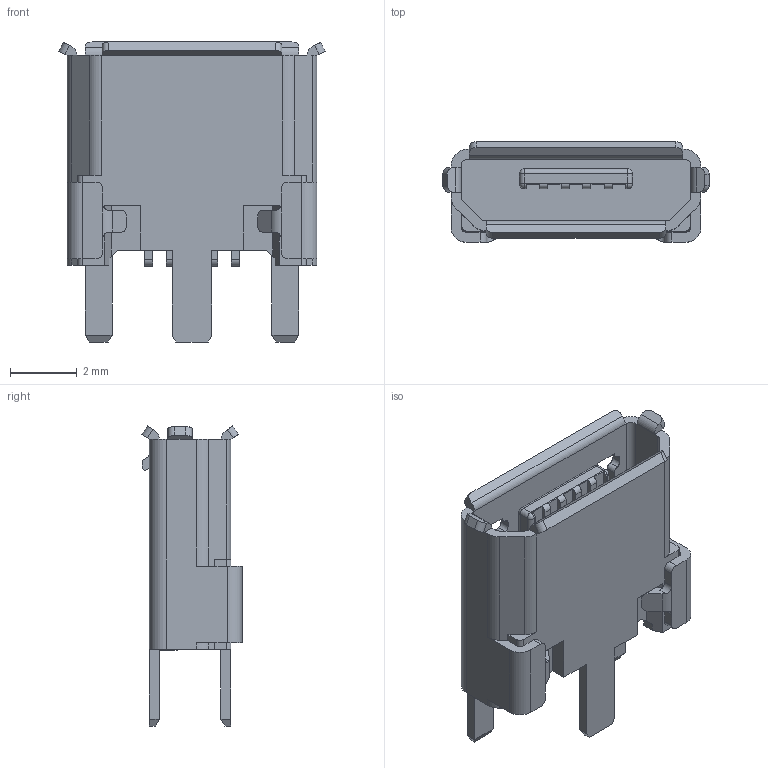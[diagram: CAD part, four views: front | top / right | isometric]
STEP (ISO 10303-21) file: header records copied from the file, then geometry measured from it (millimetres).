
FILE_DESCRIPTION(('FreeCAD Model'),'2;1');
FILE_NAME('Open CASCADE Shape Model','2023-05-20T21:11:59',( 'kicad StepUp'),('ksu MCAD'),'Open CASCADE STEP processor 7.6', 'FreeCAD','Unknown');
FILE_SCHEMA(('AUTOMOTIVE_DESIGN { 1 0 10303 214 1 1 1 1 }'));
Length unit declared in the file: millimetre
Products named in the file (1): XKB_U255-051N-4BH74-SS
Bounding box: 7.99 x 3.01 x 9.01 mm (x, y, z)
Volume: 72.3 mm3; surface area: 291.5 mm2
Topology: 1 solids, 1 shells, 308 faces, 855 edges, 556 vertices
Faces by surface type: plane 204, cylinder 100, sphere 4
Entity records: 12005 total; most frequent: CARTESIAN_POINT 1756, ORIENTED_EDGE 1710, DIRECTION 1675, EDGE_CURVE 855, LINE 645, VECTOR 645, VERTEX_POINT 556, AXIS2_PLACEMENT_3D 515
